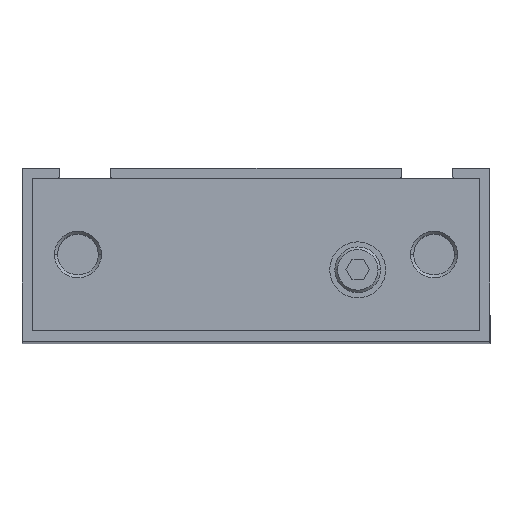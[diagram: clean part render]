
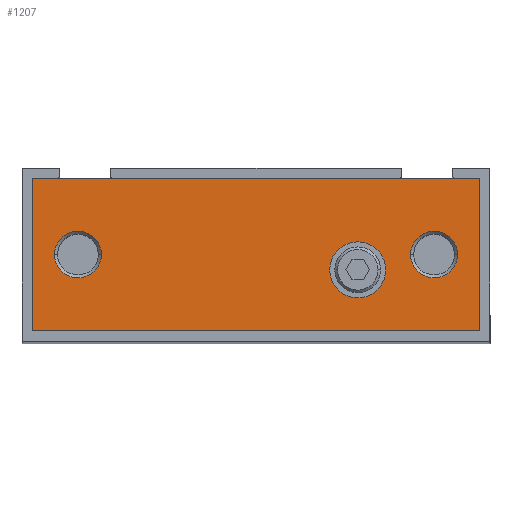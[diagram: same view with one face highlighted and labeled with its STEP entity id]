
A CAD part, top view. The second image highlights one B-rep face of the part: STEP entity #1207.
In plain terms, the highlighted face is planar.
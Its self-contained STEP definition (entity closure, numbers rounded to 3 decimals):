
#1 = ORIENTED_EDGE ( 'NONE', *, *, #5409, .T. ) ;
#229 = CARTESIAN_POINT ( 'NONE',  ( 8., 0., -17.5 ) ) ;
#253 = DIRECTION ( 'NONE',  ( 0., 0., -1. ) ) ;
#264 = EDGE_LOOP ( 'NONE', ( #1, #5750, #5178, #4006 ) ) ;
#457 = VECTOR ( 'NONE', #2112, 1000. ) ;
#514 = EDGE_LOOP ( 'NONE', ( #3276, #4312 ) ) ;
#519 = CARTESIAN_POINT ( 'NONE',  ( 8., -1.5, -7.25 ) ) ;
#561 = CARTESIAN_POINT ( 'NONE',  ( 8., 0., -15.2 ) ) ;
#617 = AXIS2_PLACEMENT_3D ( 'NONE', #1523, #5367, #4655 ) ;
#678 = FACE_OUTER_BOUND ( 'NONE', #264, .T. ) ;
#687 = CARTESIAN_POINT ( 'NONE',  ( 8., -7.5, -22. ) ) ;
#843 = EDGE_CURVE ( 'NONE', #2761, #4577, #3984, .T. ) ;
#906 = ORIENTED_EDGE ( 'NONE', *, *, #6190, .F. ) ;
#1061 = FACE_BOUND ( 'NONE', #514, .T. ) ;
#1207 = ADVANCED_FACE ( 'NONE', ( #5010, #1061, #2082, #678 ), #2266, .F. ) ;
#1280 = VECTOR ( 'NONE', #5551, 1000. ) ;
#1428 = EDGE_CURVE ( 'NONE', #5195, #4779, #4375, .T. ) ;
#1456 = EDGE_CURVE ( 'NONE', #5889, #5886, #5273, .T. ) ;
#1465 = EDGE_CURVE ( 'NONE', #3870, #2761, #4869, .T. ) ;
#1497 = CARTESIAN_POINT ( 'NONE',  ( 8., -1.5, -10. ) ) ;
#1523 = CARTESIAN_POINT ( 'NONE',  ( 8., 0., 17.5 ) ) ;
#1531 = LINE ( 'NONE', #4970, #457 ) ;
#1695 = DIRECTION ( 'NONE',  ( 1., 0., 0. ) ) ;
#1755 = AXIS2_PLACEMENT_3D ( 'NONE', #3393, #5310, #2956 ) ;
#1872 = VERTEX_POINT ( 'NONE', #4712 ) ;
#1999 = VERTEX_POINT ( 'NONE', #4896 ) ;
#2082 = FACE_BOUND ( 'NONE', #2651, .T. ) ;
#2112 = DIRECTION ( 'NONE',  ( 0., -1., 0. ) ) ;
#2266 = PLANE ( 'NONE',  #3378 ) ;
#2319 = CARTESIAN_POINT ( 'NONE',  ( 8., -1.5, -10. ) ) ;
#2332 = EDGE_CURVE ( 'NONE', #4779, #5195, #5128, .T. ) ;
#2350 = CIRCLE ( 'NONE', #617, 2.3 ) ;
#2624 = DIRECTION ( 'NONE',  ( -1., 0., 0. ) ) ;
#2631 = DIRECTION ( 'NONE',  ( 0., 1., 0. ) ) ;
#2651 = EDGE_LOOP ( 'NONE', ( #3540, #906 ) ) ;
#2653 = CARTESIAN_POINT ( 'NONE',  ( 8., 7.5, -22. ) ) ;
#2716 = AXIS2_PLACEMENT_3D ( 'NONE', #2319, #3282, #4798 ) ;
#2761 = VERTEX_POINT ( 'NONE', #4318 ) ;
#2920 = DIRECTION ( 'NONE',  ( 0., 0., -1. ) ) ;
#2956 = DIRECTION ( 'NONE',  ( 0., 0., -1. ) ) ;
#3009 = AXIS2_PLACEMENT_3D ( 'NONE', #229, #1695, #253 ) ;
#3085 = ORIENTED_EDGE ( 'NONE', *, *, #1428, .F. ) ;
#3131 = EDGE_CURVE ( 'NONE', #5886, #5889, #2350, .T. ) ;
#3276 = ORIENTED_EDGE ( 'NONE', *, *, #1456, .F. ) ;
#3282 = DIRECTION ( 'NONE',  ( 1., 0., 0. ) ) ;
#3299 = CIRCLE ( 'NONE', #3009, 2.3 ) ;
#3378 = AXIS2_PLACEMENT_3D ( 'NONE', #2653, #2624, #4187 ) ;
#3393 = CARTESIAN_POINT ( 'NONE',  ( 8., 0., 17.5 ) ) ;
#3540 = ORIENTED_EDGE ( 'NONE', *, *, #5940, .F. ) ;
#3601 = VERTEX_POINT ( 'NONE', #561 ) ;
#3741 = CARTESIAN_POINT ( 'NONE',  ( 8., 0., 19.8 ) ) ;
#3812 = CIRCLE ( 'NONE', #4011, 2.3 ) ;
#3870 = VERTEX_POINT ( 'NONE', #4349 ) ;
#3925 = CARTESIAN_POINT ( 'NONE',  ( 8., -1.5, -12.75 ) ) ;
#3929 = DIRECTION ( 'NONE',  ( 1., 0., 0. ) ) ;
#3984 = LINE ( 'NONE', #687, #4278 ) ;
#4006 = ORIENTED_EDGE ( 'NONE', *, *, #843, .T. ) ;
#4011 = AXIS2_PLACEMENT_3D ( 'NONE', #6246, #4860, #2920 ) ;
#4096 = CARTESIAN_POINT ( 'NONE',  ( 8., 0., 15.2 ) ) ;
#4187 = DIRECTION ( 'NONE',  ( 0., 0., 1. ) ) ;
#4278 = VECTOR ( 'NONE', #2631, 1000. ) ;
#4312 = ORIENTED_EDGE ( 'NONE', *, *, #3131, .F. ) ;
#4318 = CARTESIAN_POINT ( 'NONE',  ( 8., -7.5, -22. ) ) ;
#4349 = CARTESIAN_POINT ( 'NONE',  ( 8., -7.5, 22. ) ) ;
#4375 = CIRCLE ( 'NONE', #4971, 2.75 ) ;
#4509 = EDGE_LOOP ( 'NONE', ( #5855, #3085 ) ) ;
#4577 = VERTEX_POINT ( 'NONE', #5240 ) ;
#4655 = DIRECTION ( 'NONE',  ( 0., 0., -1. ) ) ;
#4712 = CARTESIAN_POINT ( 'NONE',  ( 8., 0., -19.8 ) ) ;
#4779 = VERTEX_POINT ( 'NONE', #3925 ) ;
#4798 = DIRECTION ( 'NONE',  ( 0., 0., -1. ) ) ;
#4841 = DIRECTION ( 'NONE',  ( 0., 0., -1. ) ) ;
#4860 = DIRECTION ( 'NONE',  ( 1., 0., 0. ) ) ;
#4869 = LINE ( 'NONE', #5843, #5173 ) ;
#4896 = CARTESIAN_POINT ( 'NONE',  ( 8., 7.5, 22. ) ) ;
#4898 = DIRECTION ( 'NONE',  ( 0., 0., -1. ) ) ;
#4970 = CARTESIAN_POINT ( 'NONE',  ( 8., 7.5, 22. ) ) ;
#4971 = AXIS2_PLACEMENT_3D ( 'NONE', #1497, #3929, #4841 ) ;
#5010 = FACE_BOUND ( 'NONE', #4509, .T. ) ;
#5128 = CIRCLE ( 'NONE', #2716, 2.75 ) ;
#5173 = VECTOR ( 'NONE', #4898, 1000. ) ;
#5178 = ORIENTED_EDGE ( 'NONE', *, *, #1465, .T. ) ;
#5195 = VERTEX_POINT ( 'NONE', #519 ) ;
#5240 = CARTESIAN_POINT ( 'NONE',  ( 8., 7.5, -22. ) ) ;
#5273 = CIRCLE ( 'NONE', #1755, 2.3 ) ;
#5310 = DIRECTION ( 'NONE',  ( 1., 0., 0. ) ) ;
#5367 = DIRECTION ( 'NONE',  ( 1., 0., 0. ) ) ;
#5409 = EDGE_CURVE ( 'NONE', #4577, #1999, #5609, .T. ) ;
#5551 = DIRECTION ( 'NONE',  ( 0., 0., 1. ) ) ;
#5609 = LINE ( 'NONE', #5636, #1280 ) ;
#5636 = CARTESIAN_POINT ( 'NONE',  ( 8., 7.5, -22. ) ) ;
#5750 = ORIENTED_EDGE ( 'NONE', *, *, #5793, .T. ) ;
#5793 = EDGE_CURVE ( 'NONE', #1999, #3870, #1531, .T. ) ;
#5843 = CARTESIAN_POINT ( 'NONE',  ( 8., -7.5, 22. ) ) ;
#5855 = ORIENTED_EDGE ( 'NONE', *, *, #2332, .F. ) ;
#5886 = VERTEX_POINT ( 'NONE', #3741 ) ;
#5889 = VERTEX_POINT ( 'NONE', #4096 ) ;
#5940 = EDGE_CURVE ( 'NONE', #1872, #3601, #3299, .T. ) ;
#6190 = EDGE_CURVE ( 'NONE', #3601, #1872, #3812, .T. ) ;
#6246 = CARTESIAN_POINT ( 'NONE',  ( 8., 0., -17.5 ) ) ;
